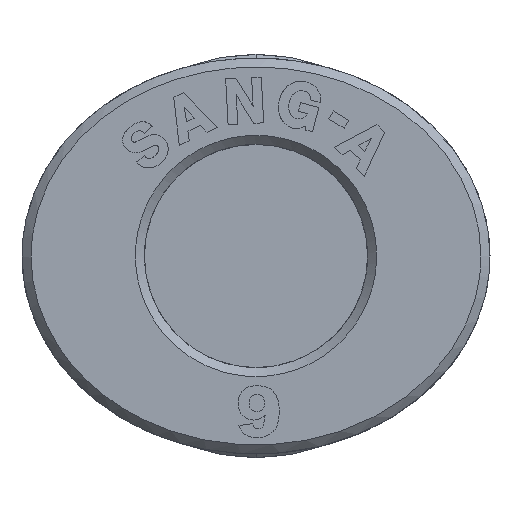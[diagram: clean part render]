
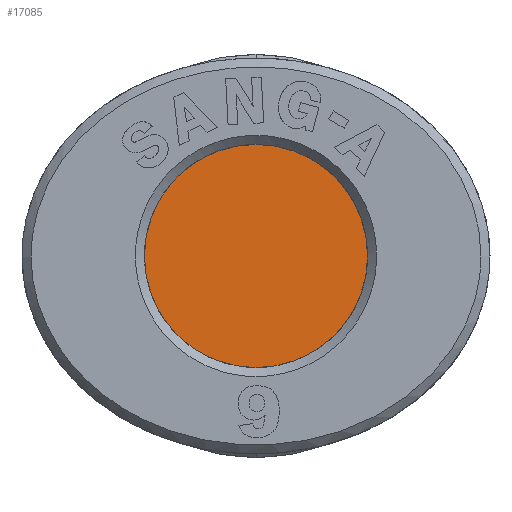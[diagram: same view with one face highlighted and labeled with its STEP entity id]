
A CAD part, left-side view. The second image highlights one B-rep face of the part: STEP entity #17085.
In plain terms, the highlighted planar face has unit normal (-1, 0, 0).
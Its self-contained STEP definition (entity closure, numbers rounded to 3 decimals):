
#205=CARTESIAN_POINT('',(2.782,0.,2.884));
#206=VERTEX_POINT('',#205);
#215=CARTESIAN_POINT('',(2.782,0.,-3.316));
#216=VERTEX_POINT('',#215);
#217=CARTESIAN_POINT('',(2.782,0.,-0.216));
#218=DIRECTION('',(1.0,0.0,0.0));
#219=DIRECTION('',(0.0,0.0,1.0));
#220=AXIS2_PLACEMENT_3D('',#217,#218,#219);
#221=CIRCLE('',#220,3.1);
#222=EDGE_CURVE('',#206,#216,#221,.T.);
#17066=CARTESIAN_POINT('',(2.782,0.,-0.216));
#17067=DIRECTION('',(1.0,0.0,0.0));
#17068=DIRECTION('',(0.0,0.0,1.0));
#17069=AXIS2_PLACEMENT_3D('',#17066,#17067,#17068);
#17070=CIRCLE('',#17069,3.1);
#17071=EDGE_CURVE('',#216,#206,#17070,.T.);
#17076=CARTESIAN_POINT('',(2.782,0.,1.334));
#17077=DIRECTION('',(1.0,0.0,0.0));
#17078=DIRECTION('',(0.0,0.0,-1.0));
#17079=AXIS2_PLACEMENT_3D('',#17076,#17077,#17078);
#17080=PLANE('',#17079);
#17081=ORIENTED_EDGE('',*,*,#222,.F.);
#17082=ORIENTED_EDGE('',*,*,#17071,.F.);
#17083=EDGE_LOOP('',(#17081,#17082));
#17084=FACE_OUTER_BOUND('',#17083,.T.);
#17085=ADVANCED_FACE('',(#17084),#17080,.F.);
